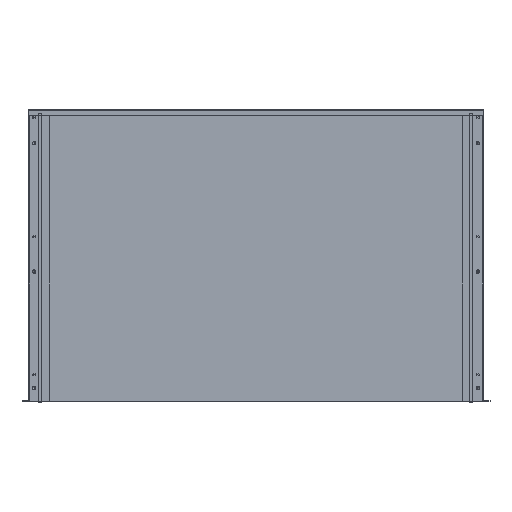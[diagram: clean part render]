
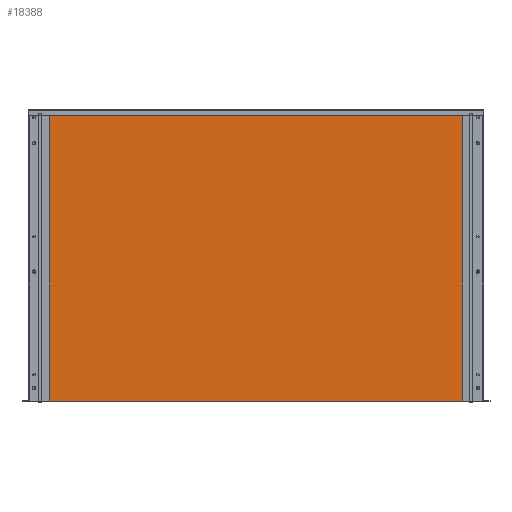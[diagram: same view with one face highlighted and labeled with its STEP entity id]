
A CAD part, top view. The second image highlights one B-rep face of the part: STEP entity #18388.
In plain terms, the highlighted face is planar.
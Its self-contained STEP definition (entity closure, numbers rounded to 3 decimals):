
#17751=DIRECTION('',(0.,-1.,0.));
#17752=VECTOR('',#17751,914.);
#17753=CARTESIAN_POINT('',(-674.268,457.,-12.7));
#17754=LINE('',#17753,#17752);
#17779=DIRECTION('',(1.,0.,0.));
#17780=VECTOR('',#17779,1348.536);
#17781=CARTESIAN_POINT('',(-674.268,457.,-12.7));
#17782=LINE('',#17781,#17780);
#17783=DIRECTION('',(-1.,0.,0.));
#17784=VECTOR('',#17783,1348.536);
#17785=CARTESIAN_POINT('',(674.268,-457.,-12.7));
#17786=LINE('',#17785,#17784);
#17811=DIRECTION('',(0.,1.,0.));
#17812=VECTOR('',#17811,914.);
#17813=CARTESIAN_POINT('',(674.268,-457.,-12.7));
#17814=LINE('',#17813,#17812);
#18101=CARTESIAN_POINT('',(674.268,457.,-12.7));
#18102=VERTEX_POINT('',#18101);
#18203=CARTESIAN_POINT('',(674.268,-457.,-12.7));
#18204=VERTEX_POINT('',#18203);
#18205=CARTESIAN_POINT('',(-674.268,-457.,-12.7));
#18206=VERTEX_POINT('',#18205);
#18207=CARTESIAN_POINT('',(-674.268,457.,-12.7));
#18208=VERTEX_POINT('',#18207);
#18375=CARTESIAN_POINT('',(-684.,457.,-12.7));
#18376=DIRECTION('',(0.,0.,1.));
#18377=DIRECTION('',(1.,0.,0.));
#18378=AXIS2_PLACEMENT_3D('',#18375,#18376,#18377);
#18379=PLANE('',#18378);
#18381=ORIENTED_EDGE('',*,*,#18380,.F.);
#18382=ORIENTED_EDGE('',*,*,#18349,.T.);
#18383=ORIENTED_EDGE('',*,*,#18362,.F.);
#18385=ORIENTED_EDGE('',*,*,#18384,.T.);
#18386=EDGE_LOOP('',(#18381,#18382,#18383,#18385));
#18387=FACE_OUTER_BOUND('',#18386,.F.);
#18388=ADVANCED_FACE('',(#18387),#18379,.F.);
#18349=EDGE_CURVE('',#18208,#18206,#17754,.T.);
#18362=EDGE_CURVE('',#18204,#18206,#17786,.T.);
#18380=EDGE_CURVE('',#18208,#18102,#17782,.T.);
#18384=EDGE_CURVE('',#18204,#18102,#17814,.T.);
